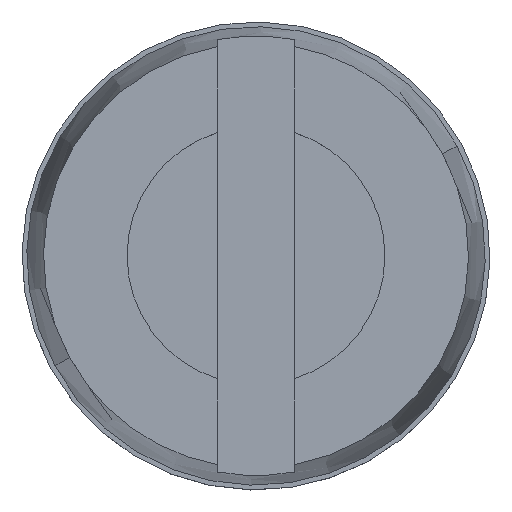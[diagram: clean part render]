
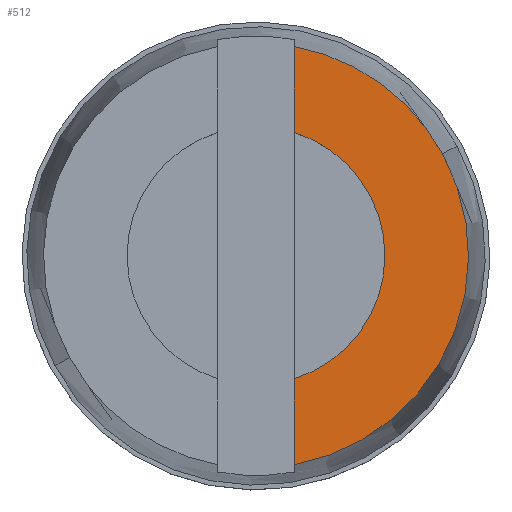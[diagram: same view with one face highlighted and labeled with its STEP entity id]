
A CAD part, top view. The second image highlights one B-rep face of the part: STEP entity #512.
In plain terms, the highlighted planar face has unit normal (0, 0, 1).
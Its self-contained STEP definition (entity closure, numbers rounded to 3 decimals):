
#284=AXIS2_PLACEMENT_3D('Circle Axis2P3D',#282,#283,$) ;
#323=AXIS2_PLACEMENT_3D('Circle Axis2P3D',#321,#322,$) ;
#490=AXIS2_PLACEMENT_3D('Plane Axis2P3D',#487,#488,#489) ;
#494=AXIS2_PLACEMENT_3D('Circle Axis2P3D',#492,#493,$) ;
#501=AXIS2_PLACEMENT_3D('Circle Axis2P3D',#499,#500,$) ;
#279=CARTESIAN_POINT('Vertex',(4.403,3.517,22.)) ;
#282=CARTESIAN_POINT('Axis2P3D Location',(2.45,2.45,22.)) ;
#286=CARTESIAN_POINT('Vertex',(2.85,0.261,22.)) ;
#321=CARTESIAN_POINT('Axis2P3D Location',(2.45,2.45,22.)) ;
#325=CARTESIAN_POINT('Vertex',(2.85,4.639,22.)) ;
#443=CARTESIAN_POINT('Line Origine',(2.85,4.189,22.)) ;
#447=CARTESIAN_POINT('Vertex',(2.85,3.739,22.)) ;
#450=CARTESIAN_POINT('Line Origine',(2.85,0.711,22.)) ;
#454=CARTESIAN_POINT('Vertex',(2.85,1.161,22.)) ;
#487=CARTESIAN_POINT('Axis2P3D Location',(4.675,2.45,22.)) ;
#492=CARTESIAN_POINT('Axis2P3D Location',(2.45,2.45,22.)) ;
#496=CARTESIAN_POINT('Vertex',(3.8,2.45,22.)) ;
#499=CARTESIAN_POINT('Axis2P3D Location',(2.45,2.45,22.)) ;
#283=DIRECTION('Axis2P3D Direction',(0.,0.,-1.)) ;
#322=DIRECTION('Axis2P3D Direction',(0.,0.,-1.)) ;
#444=DIRECTION('Vector Direction',(0.,1.,0.)) ;
#451=DIRECTION('Vector Direction',(0.,1.,0.)) ;
#488=DIRECTION('Axis2P3D Direction',(-0.,0.,1.)) ;
#489=DIRECTION('Axis2P3D XDirection',(1.,0.,0.)) ;
#493=DIRECTION('Axis2P3D Direction',(-0.,0.,1.)) ;
#500=DIRECTION('Axis2P3D Direction',(-0.,0.,1.)) ;
#445=VECTOR('Line Direction',#444,1.) ;
#452=VECTOR('Line Direction',#451,1.) ;
#505=ORIENTED_EDGE('',*,*,#456,.F.) ;
#506=ORIENTED_EDGE('',*,*,#288,.T.) ;
#507=ORIENTED_EDGE('',*,*,#327,.T.) ;
#508=ORIENTED_EDGE('',*,*,#449,.F.) ;
#509=ORIENTED_EDGE('',*,*,#498,.F.) ;
#510=ORIENTED_EDGE('',*,*,#503,.F.) ;
#512=ADVANCED_FACE('KISC',(#511),#491,.T.) ;
#285=CIRCLE('generated circle',#284,2.225) ;
#324=CIRCLE('generated circle',#323,2.225) ;
#495=CIRCLE('generated circle',#494,1.35) ;
#502=CIRCLE('generated circle',#501,1.35) ;
#288=EDGE_CURVE('',#287,#280,#285,.F.) ;
#327=EDGE_CURVE('',#280,#326,#324,.F.) ;
#449=EDGE_CURVE('',#448,#326,#446,.T.) ;
#456=EDGE_CURVE('',#287,#455,#453,.T.) ;
#498=EDGE_CURVE('',#497,#448,#495,.T.) ;
#503=EDGE_CURVE('',#455,#497,#502,.T.) ;
#504=EDGE_LOOP('',(#505,#506,#507,#508,#509,#510)) ;
#511=FACE_OUTER_BOUND('',#504,.T.) ;
#446=LINE('Line',#443,#445) ;
#453=LINE('Line',#450,#452) ;
#491=PLANE('',#490) ;
#280=VERTEX_POINT('',#279) ;
#287=VERTEX_POINT('',#286) ;
#326=VERTEX_POINT('',#325) ;
#448=VERTEX_POINT('',#447) ;
#455=VERTEX_POINT('',#454) ;
#497=VERTEX_POINT('',#496) ;
